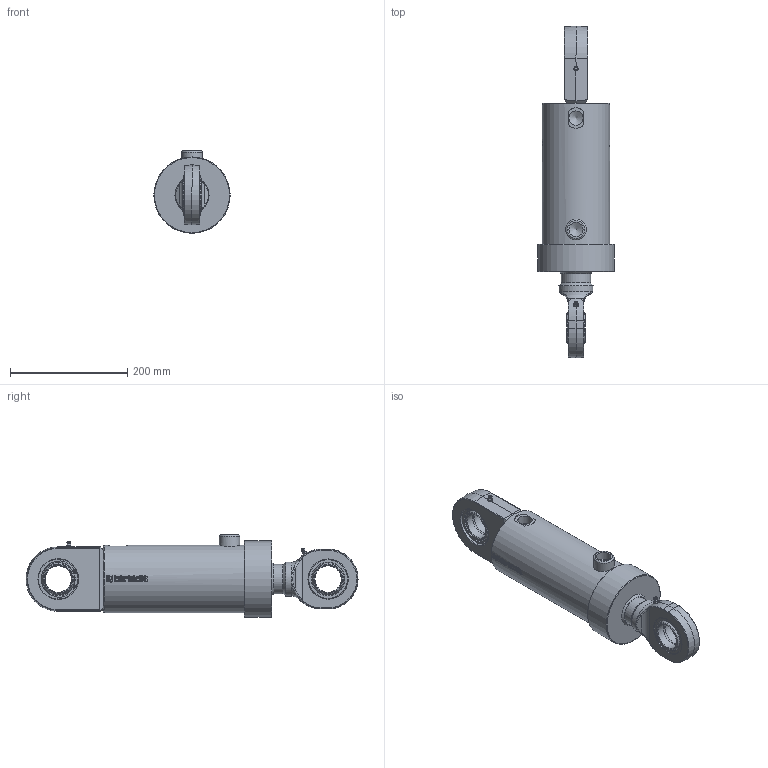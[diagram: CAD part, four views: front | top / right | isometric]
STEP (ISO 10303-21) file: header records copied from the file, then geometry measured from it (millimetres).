
FILE_DESCRIPTION((''),'2;1');
FILE_NAME('DVL100_50.stp','2010-01-22T11:08:58',('tribel'),(''),'Autodesk Inventor 2009','Autodesk Inventor 2009','');
FILE_SCHEMA(('AUTOMOTIVE_DESIGN { 1 0 10303 214 1 1 1 1 }'));
Length unit declared in the file: millimetre
Products named in the file (6): DVL100_50; DVL100_50_body; DVL100_50_stang; DVL100_50_Parameters; K-WS45N; K-WS45C
Assembly tree (5 placements, depth 2):
  DVL100_50
    DVL100_50_body
    DVL100_50_stang
    DVL100_50_Parameters
    K-WS45N
    K-WS45C
Bounding box: 130 x 566 x 140.5 mm (x, y, z)
Volume: 2802844.4 mm3; surface area: 383631.1 mm2
Topology: 4 solids, 5 shells, 827 faces, 2164 edges, 1388 vertices
Faces by surface type: plane 406, bspline 178, cylinder 137, cone 78, torus 21, sphere 7
Full cylindrical faces by diameter (mm): 3 x6, 3.571 x4, 4.4 x4, 5.5 x2, 5.6 x2, 6 x1, 35 x1, 45 x4, 50 x2, 58 x1, 68 x6, 71 x2, 100 x2, 115 x1, 130 x1
Entity records: 56805 total; most frequent: CARTESIAN_POINT 38535, ORIENTED_EDGE 3984, DIRECTION 3155, EDGE_CURVE 1994, VERTEX_POINT 1328, AXIS2_PLACEMENT_3D 1163, EDGE_LOOP 1013, VECTOR 829
